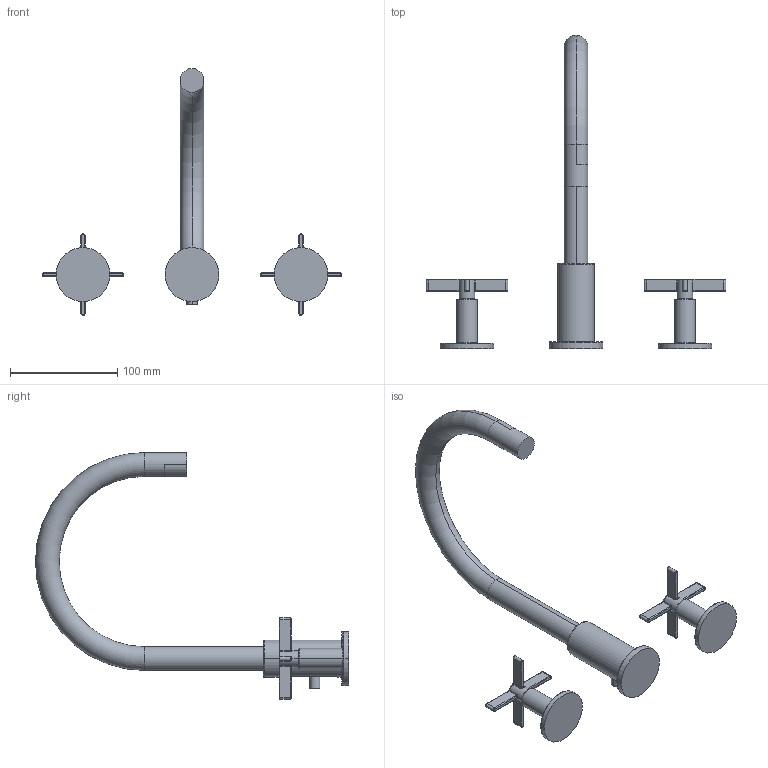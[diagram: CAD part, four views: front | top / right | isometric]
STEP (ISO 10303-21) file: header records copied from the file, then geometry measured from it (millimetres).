
FILE_DESCRIPTION((''),'2;1');
FILE_NAME('3330C_SW0001','2022-01-03T12:12:22',('gbazan'),(''),'CREO PARAMETRIC BY PTC INC, 2018400','CREO PARAMETRIC BY PTC INC, 2018400','');
FILE_SCHEMA(('CONFIG_CONTROL_DESIGN'));
Length unit declared in the file: inch
Products named in the file (1): 3330C_SW0001
Bounding box: 279.4 x 291.96 x 230.21 mm (x, y, z)
Volume: 306135 mm3; surface area: 68570.7 mm2
Topology: 6 solids, 6 shells, 227 faces, 498 edges, 293 vertices
Faces by surface type: cylinder 94, torus 62, plane 51, bspline 18, sphere 2
Entity records: 7892 total; most frequent: CARTESIAN_POINT 2822, DIRECTION 1158, ORIENTED_EDGE 992, AXIS2_PLACEMENT_3D 497, EDGE_CURVE 496, VERTEX_POINT 293, CIRCLE 288, EDGE_LOOP 239
